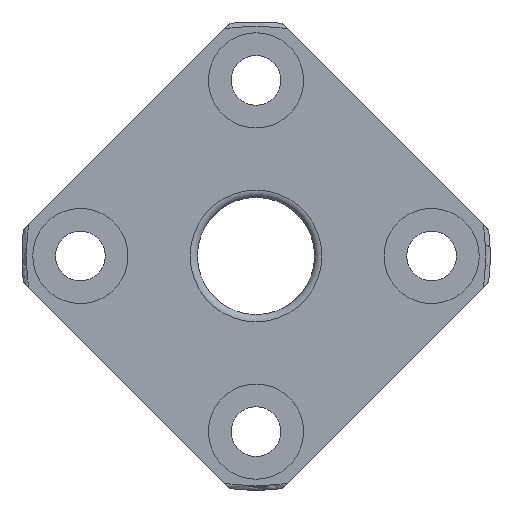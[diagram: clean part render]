
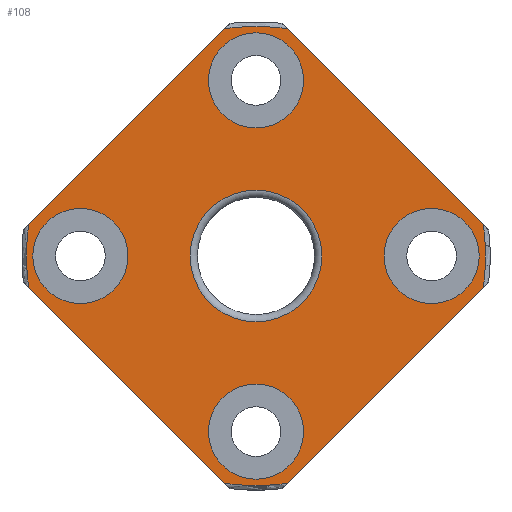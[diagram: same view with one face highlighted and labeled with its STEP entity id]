
A CAD part, left-side view. The second image highlights one B-rep face of the part: STEP entity #108.
In plain terms, the highlighted planar face has unit normal (-1, 0, 0).
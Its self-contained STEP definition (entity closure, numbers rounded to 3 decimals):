
#108 = ADVANCED_FACE( '', ( #237, #238, #239, #240, #241, #242 ), #243, .T. );
#237 = FACE_BOUND( '', #380, .T. );
#238 = FACE_BOUND( '', #381, .T. );
#239 = FACE_OUTER_BOUND( '', #382, .T. );
#240 = FACE_BOUND( '', #383, .T. );
#241 = FACE_BOUND( '', #384, .T. );
#242 = FACE_BOUND( '', #385, .T. );
#243 = PLANE( '', #386 );
#380 = EDGE_LOOP( '', ( #620 ) );
#381 = EDGE_LOOP( '', ( #621 ) );
#382 = EDGE_LOOP( '', ( #622, #623, #624, #625, #626, #627, #628, #629 ) );
#383 = EDGE_LOOP( '', ( #630 ) );
#384 = EDGE_LOOP( '', ( #631 ) );
#385 = EDGE_LOOP( '', ( #632 ) );
#386 = AXIS2_PLACEMENT_3D( '', #633, #634, #635 );
#620 = ORIENTED_EDGE( '', *, *, #800, .T. );
#621 = ORIENTED_EDGE( '', *, *, #801, .T. );
#622 = ORIENTED_EDGE( '', *, *, #779, .F. );
#623 = ORIENTED_EDGE( '', *, *, #802, .F. );
#624 = ORIENTED_EDGE( '', *, *, #732, .F. );
#625 = ORIENTED_EDGE( '', *, *, #803, .F. );
#626 = ORIENTED_EDGE( '', *, *, #804, .F. );
#627 = ORIENTED_EDGE( '', *, *, #788, .F. );
#628 = ORIENTED_EDGE( '', *, *, #742, .F. );
#629 = ORIENTED_EDGE( '', *, *, #760, .F. );
#630 = ORIENTED_EDGE( '', *, *, #805, .T. );
#631 = ORIENTED_EDGE( '', *, *, #791, .T. );
#632 = ORIENTED_EDGE( '', *, *, #757, .T. );
#633 = CARTESIAN_POINT( '', ( 0., 15.688, 0. ) );
#634 = DIRECTION( '', ( -1., 0., 0. ) );
#635 = DIRECTION( '', ( 0., 0., 1. ) );
#732 = EDGE_CURVE( '', #851, #853, #854, .T. );
#742 = EDGE_CURVE( '', #867, #869, #870, .T. );
#757 = EDGE_CURVE( '', #894, #894, #895, .T. );
#760 = EDGE_CURVE( '', #897, #867, #900, .T. );
#779 = EDGE_CURVE( '', #925, #897, #927, .T. );
#788 = EDGE_CURVE( '', #869, #936, #939, .T. );
#791 = EDGE_CURVE( '', #943, #943, #944, .T. );
#800 = EDGE_CURVE( '', #956, #956, #957, .T. );
#801 = EDGE_CURVE( '', #958, #958, #959, .F. );
#802 = EDGE_CURVE( '', #853, #925, #960, .T. );
#803 = EDGE_CURVE( '', #961, #851, #962, .T. );
#804 = EDGE_CURVE( '', #936, #961, #963, .T. );
#805 = EDGE_CURVE( '', #964, #964, #965, .T. );
#851 = VERTEX_POINT( '', #1044 );
#853 = VERTEX_POINT( '', #1053 );
#854 = LINE( '', #1054, #1055 );
#867 = VERTEX_POINT( '', #1084 );
#869 = VERTEX_POINT( '', #1093 );
#870 = LINE( '', #1094, #1095 );
#894 = VERTEX_POINT( '', #1135 );
#895 = CIRCLE( '', #1136, 3.25 );
#897 = VERTEX_POINT( '', #1138 );
#900 = CIRCLE( '', #1148, 15.688 );
#925 = VERTEX_POINT( '', #1182 );
#927 = LINE( '', #1191, #1192 );
#936 = VERTEX_POINT( '', #1202 );
#939 = CIRCLE( '', #1212, 15.688 );
#943 = VERTEX_POINT( '', #1216 );
#944 = CIRCLE( '', #1217, 3.25 );
#956 = VERTEX_POINT( '', #1231 );
#957 = CIRCLE( '', #1232, 4.5 );
#958 = VERTEX_POINT( '', #1233 );
#959 = CIRCLE( '', #1234, 3.25 );
#960 = CIRCLE( '', #1235, 15.688 );
#961 = VERTEX_POINT( '', #1236 );
#962 = CIRCLE( '', #1237, 15.688 );
#963 = LINE( '', #1238, #1239 );
#964 = VERTEX_POINT( '', #1240 );
#965 = CIRCLE( '', #1241, 3.25 );
#1044 = CARTESIAN_POINT( '', ( 0., 2.136, -15.541 ) );
#1053 = CARTESIAN_POINT( '', ( 0., 15.541, -2.136 ) );
#1054 = CARTESIAN_POINT( '', ( 0., 0., -17.678 ) );
#1055 = VECTOR( '', #1294, 1000. );
#1084 = CARTESIAN_POINT( '', ( 0., -2.136, 15.541 ) );
#1093 = CARTESIAN_POINT( '', ( 0., -15.541, 2.136 ) );
#1094 = CARTESIAN_POINT( '', ( 0., 0., 17.678 ) );
#1095 = VECTOR( '', #1303, 1000. );
#1135 = CARTESIAN_POINT( '', ( 0., 0., 8.75 ) );
#1136 = AXIS2_PLACEMENT_3D( '', #1324, #1325, #1326 );
#1138 = CARTESIAN_POINT( '', ( 0., 2.136, 15.541 ) );
#1148 = AXIS2_PLACEMENT_3D( '', #1327, #1328, #1329 );
#1182 = CARTESIAN_POINT( '', ( 0., 15.541, 2.136 ) );
#1191 = CARTESIAN_POINT( '', ( 0., 17.678, 0. ) );
#1192 = VECTOR( '', #1353, 1000. );
#1202 = CARTESIAN_POINT( '', ( 0., -15.541, -2.136 ) );
#1212 = AXIS2_PLACEMENT_3D( '', #1364, #1365, #1366 );
#1216 = CARTESIAN_POINT( '', ( 0., -12., -3.25 ) );
#1217 = AXIS2_PLACEMENT_3D( '', #1370, #1371, #1372 );
#1231 = CARTESIAN_POINT( '', ( 0., 0., -4.5 ) );
#1232 = AXIS2_PLACEMENT_3D( '', #1384, #1385, #1386 );
#1233 = CARTESIAN_POINT( '', ( 0., 12., 3.25 ) );
#1234 = AXIS2_PLACEMENT_3D( '', #1387, #1388, #1389 );
#1235 = AXIS2_PLACEMENT_3D( '', #1390, #1391, #1392 );
#1236 = CARTESIAN_POINT( '', ( 0., -2.136, -15.541 ) );
#1237 = AXIS2_PLACEMENT_3D( '', #1393, #1394, #1395 );
#1238 = CARTESIAN_POINT( '', ( 0., -17.678, 0. ) );
#1239 = VECTOR( '', #1396, 1000. );
#1240 = CARTESIAN_POINT( '', ( 0., 0., -15.25 ) );
#1241 = AXIS2_PLACEMENT_3D( '', #1397, #1398, #1399 );
#1294 = DIRECTION( '', ( 0., 0.707, 0.707 ) );
#1303 = DIRECTION( '', ( 0., -0.707, -0.707 ) );
#1324 = CARTESIAN_POINT( '', ( 0., 0., 12. ) );
#1325 = DIRECTION( '', ( 1., 0., 0. ) );
#1326 = DIRECTION( '', ( 0., 0., -1. ) );
#1327 = CARTESIAN_POINT( '', ( 0., 0., 0. ) );
#1328 = DIRECTION( '', ( 1., 0., 0. ) );
#1329 = DIRECTION( '', ( 0., 0., -1. ) );
#1353 = DIRECTION( '', ( 0., -0.707, 0.707 ) );
#1364 = CARTESIAN_POINT( '', ( 0., 0., 0. ) );
#1365 = DIRECTION( '', ( 1., 0., 0. ) );
#1366 = DIRECTION( '', ( 0., 0., -1. ) );
#1370 = CARTESIAN_POINT( '', ( 0., -12., 0. ) );
#1371 = DIRECTION( '', ( 1., 0., 0. ) );
#1372 = DIRECTION( '', ( 0., 0., -1. ) );
#1384 = CARTESIAN_POINT( '', ( 0., 0., 0. ) );
#1385 = DIRECTION( '', ( 1., 0., 0. ) );
#1386 = DIRECTION( '', ( 0., 0., -1. ) );
#1387 = CARTESIAN_POINT( '', ( 0., 12., 0. ) );
#1388 = DIRECTION( '', ( -1., 0., 0. ) );
#1389 = DIRECTION( '', ( 0., 0., 1. ) );
#1390 = CARTESIAN_POINT( '', ( 0., 0., 0. ) );
#1391 = DIRECTION( '', ( 1., 0., 0. ) );
#1392 = DIRECTION( '', ( 0., 0., -1. ) );
#1393 = CARTESIAN_POINT( '', ( 0., 0., 0. ) );
#1394 = DIRECTION( '', ( 1., 0., 0. ) );
#1395 = DIRECTION( '', ( 0., 0., -1. ) );
#1396 = DIRECTION( '', ( 0., 0.707, -0.707 ) );
#1397 = CARTESIAN_POINT( '', ( 0., 0., -12. ) );
#1398 = DIRECTION( '', ( 1., 0., 0. ) );
#1399 = DIRECTION( '', ( 0., 0., -1. ) );
